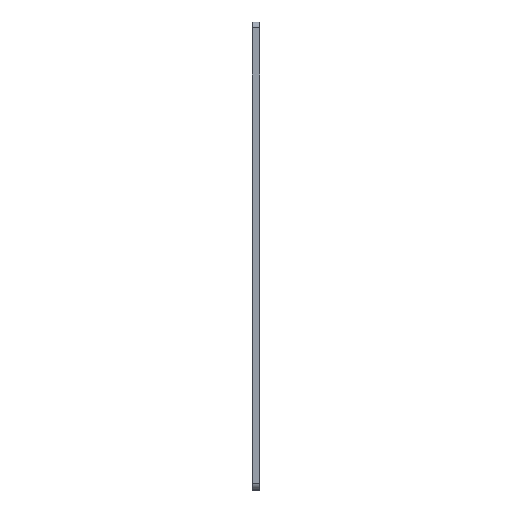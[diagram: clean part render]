
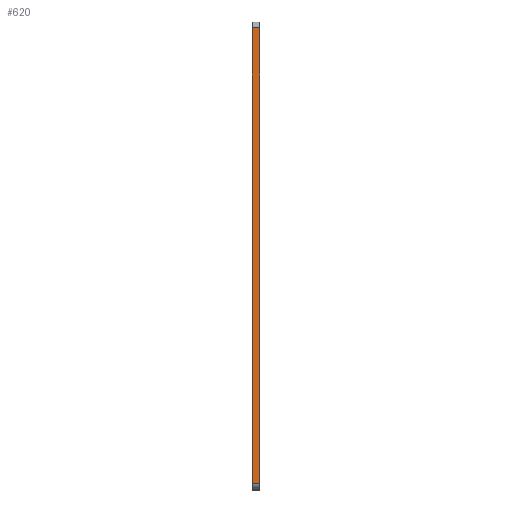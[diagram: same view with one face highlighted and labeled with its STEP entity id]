
A CAD part, top view. The second image highlights one B-rep face of the part: STEP entity #620.
In plain terms, the highlighted planar face has unit normal (0, 0, 1).
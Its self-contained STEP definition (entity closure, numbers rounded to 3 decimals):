
#57=PLANE('',#693);
#68=FACE_OUTER_BOUND('',#118,.T.);
#118=EDGE_LOOP('',(#473,#474,#475,#476));
#165=LINE('',#959,#201);
#172=LINE('',#1011,#208);
#173=LINE('',#1015,#209);
#174=LINE('',#1016,#210);
#201=VECTOR('',#769,10.);
#208=VECTOR('',#818,10.);
#209=VECTOR('',#823,10.);
#210=VECTOR('',#824,10.);
#289=VERTEX_POINT('',#955);
#291=VERTEX_POINT('',#958);
#315=VERTEX_POINT('',#1010);
#316=VERTEX_POINT('',#1014);
#350=EDGE_CURVE('',#291,#289,#165,.T.);
#376=EDGE_CURVE('',#291,#315,#172,.T.);
#378=EDGE_CURVE('',#316,#289,#173,.T.);
#379=EDGE_CURVE('',#315,#316,#174,.T.);
#473=ORIENTED_EDGE('',*,*,#350,.T.);
#474=ORIENTED_EDGE('',*,*,#378,.F.);
#475=ORIENTED_EDGE('',*,*,#379,.F.);
#476=ORIENTED_EDGE('',*,*,#376,.F.);
#620=ADVANCED_FACE('',(#68),#57,.T.);
#693=AXIS2_PLACEMENT_3D('',#1013,#821,#822);
#769=DIRECTION('',(0.,-1.,0.));
#818=DIRECTION('',(1.,0.,0.));
#821=DIRECTION('center_axis',(0.,0.,1.));
#822=DIRECTION('ref_axis',(0.,-1.,0.));
#823=DIRECTION('',(-1.,0.,0.));
#824=DIRECTION('',(0.,-1.,0.));
#955=CARTESIAN_POINT('',(174.65,-160.,192.321));
#958=CARTESIAN_POINT('',(174.65,220.,192.321));
#959=CARTESIAN_POINT('',(174.65,127.5,192.321));
#1010=CARTESIAN_POINT('',(181.,220.,192.321));
#1011=CARTESIAN_POINT('',(175.,220.,192.321));
#1013=CARTESIAN_POINT('Origin',(175.,225.,192.321));
#1014=CARTESIAN_POINT('',(181.,-160.,192.321));
#1015=CARTESIAN_POINT('',(175.,-160.,192.321));
#1016=CARTESIAN_POINT('',(181.,127.5,192.321));
